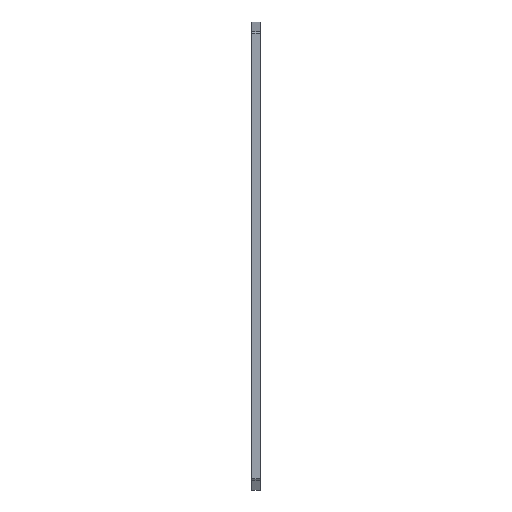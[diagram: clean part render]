
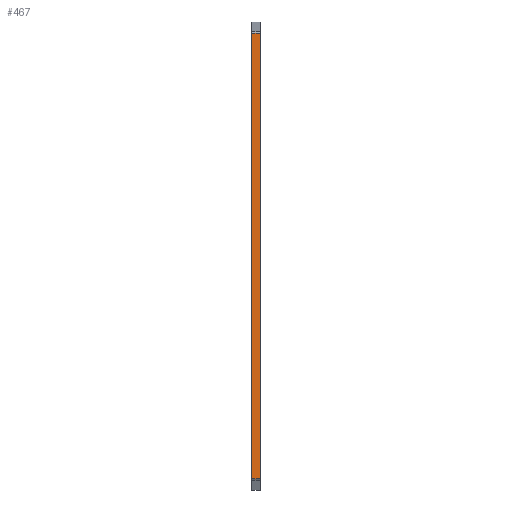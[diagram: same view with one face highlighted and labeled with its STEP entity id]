
A CAD part, front view. The second image highlights one B-rep face of the part: STEP entity #467.
In plain terms, the highlighted face is planar.
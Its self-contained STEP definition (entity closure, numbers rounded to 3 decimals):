
#24 = DIRECTION ( 'NONE',  ( 0., 0., -1. ) ) ;
#42 = CARTESIAN_POINT ( 'NONE',  ( 0., 0., 0. ) ) ;
#45 = LINE ( 'NONE', #656, #247 ) ;
#170 = CARTESIAN_POINT ( 'NONE',  ( 1.5, 0., 0. ) ) ;
#182 = DIRECTION ( 'NONE',  ( 0., -1., 0. ) ) ;
#183 = CARTESIAN_POINT ( 'NONE',  ( 1.5, -81.051, 0. ) ) ;
#208 = PLANE ( 'NONE',  #397 ) ;
#235 = DIRECTION ( 'NONE',  ( 0., -1., 0. ) ) ;
#241 = LINE ( 'NONE', #719, #830 ) ;
#244 = VERTEX_POINT ( 'NONE', #1180 ) ;
#245 = ORIENTED_EDGE ( 'NONE', *, *, #1190, .F. ) ;
#247 = VECTOR ( 'NONE', #1037, 1000. ) ;
#332 = VERTEX_POINT ( 'NONE', #170 ) ;
#363 = CARTESIAN_POINT ( 'NONE',  ( 1.5, 0., 0. ) ) ;
#364 = CARTESIAN_POINT ( 'NONE',  ( 1.5, -81.051, 0. ) ) ;
#397 = AXIS2_PLACEMENT_3D ( 'NONE', #609, #24, #796 ) ;
#467 = ADVANCED_FACE ( 'NONE', ( #1023 ), #208, .F. ) ;
#487 = LINE ( 'NONE', #363, #549 ) ;
#549 = VECTOR ( 'NONE', #182, 1000. ) ;
#609 = CARTESIAN_POINT ( 'NONE',  ( 1.5, -54.092, 0. ) ) ;
#641 = EDGE_CURVE ( 'NONE', #1047, #244, #241, .T. ) ;
#656 = CARTESIAN_POINT ( 'NONE',  ( 1.5, 0., 0. ) ) ;
#677 = EDGE_CURVE ( 'NONE', #332, #1047, #45, .T. ) ;
#685 = DIRECTION ( 'NONE',  ( -1., 0., 0. ) ) ;
#719 = CARTESIAN_POINT ( 'NONE',  ( 0., -54.092, 0. ) ) ;
#729 = ORIENTED_EDGE ( 'NONE', *, *, #677, .T. ) ;
#778 = EDGE_CURVE ( 'NONE', #821, #244, #1270, .T. ) ;
#796 = DIRECTION ( 'NONE',  ( 0., 1., 0. ) ) ;
#821 = VERTEX_POINT ( 'NONE', #364 ) ;
#830 = VECTOR ( 'NONE', #235, 1000. ) ;
#905 = EDGE_LOOP ( 'NONE', ( #1263, #1186, #245, #729 ) ) ;
#998 = VECTOR ( 'NONE', #685, 1000. ) ;
#1023 = FACE_OUTER_BOUND ( 'NONE', #905, .T. ) ;
#1037 = DIRECTION ( 'NONE',  ( -1., 0., 0. ) ) ;
#1047 = VERTEX_POINT ( 'NONE', #42 ) ;
#1180 = CARTESIAN_POINT ( 'NONE',  ( 0., -81.051, 0. ) ) ;
#1186 = ORIENTED_EDGE ( 'NONE', *, *, #778, .F. ) ;
#1190 = EDGE_CURVE ( 'NONE', #332, #821, #487, .T. ) ;
#1263 = ORIENTED_EDGE ( 'NONE', *, *, #641, .T. ) ;
#1270 = LINE ( 'NONE', #183, #998 ) ;
